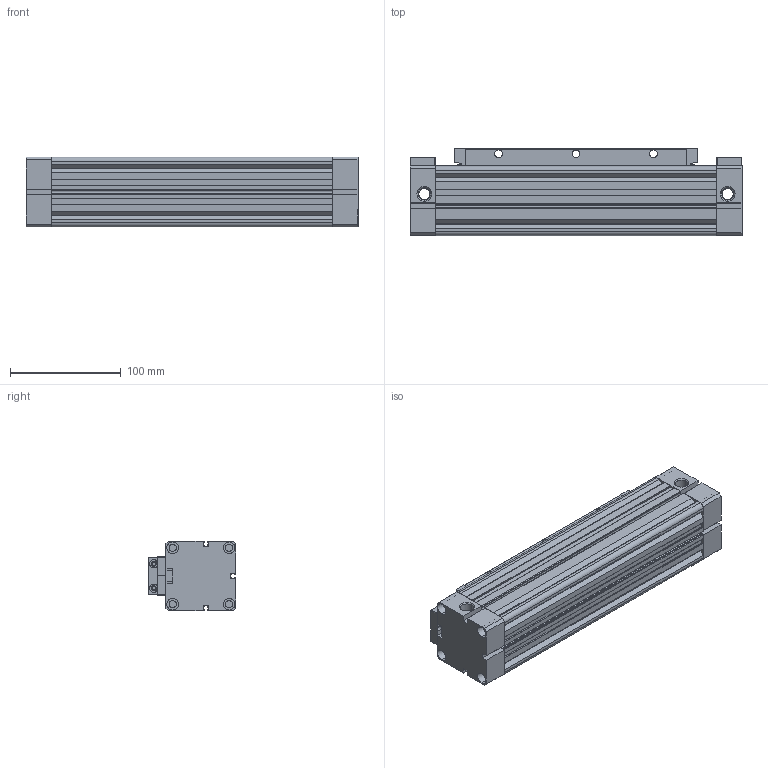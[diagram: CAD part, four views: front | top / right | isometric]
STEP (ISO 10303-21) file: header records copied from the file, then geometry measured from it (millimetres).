
FILE_DESCRIPTION (( 'STEP AP214' ), '1' );
FILE_NAME ('ZS 40-0 RODLESS CYLINDER.STEP', '2010-08-06T15:29:36', ( '' ), ( '' ), 'SwSTEP 2.0', 'SolidWorks 2010', '' );
FILE_SCHEMA (( 'AUTOMOTIVE_DESIGN' ));
Length unit declared in the file: millimetre
Products named in the file (6): ZS  40  BORU; ZS  40  KAPAK; KIZAKLI PÝSTON; SIYIRICI; BANT  KAPAÐI; ZS 40-0  RODLESS  CYLINDER
Assembly tree (8 placements, depth 2):
  ZS 40-0  RODLESS  CYLINDER
    ZS  40  BORU
    ZS  40  KAPAK  x2
    KIZAKLI PÝSTON
    SIYIRICI  x2
    BANT  KAPAÐI  x2
Bounding box: 300 x 79 x 63 mm (x, y, z)
Volume: 1177187.9 mm3; surface area: 233362.8 mm2
Topology: 8 solids, 8 shells, 505 faces, 1337 edges, 878 vertices
Faces by surface type: plane 247, cylinder 220, cone 38
Entity records: 11919 total; most frequent: CARTESIAN_POINT 2277, DIRECTION 1931, ORIENTED_EDGE 1900, EDGE_CURVE 950, AXIS2_PLACEMENT_3D 676, VERTEX_POINT 626, LINE 579, VECTOR 579
